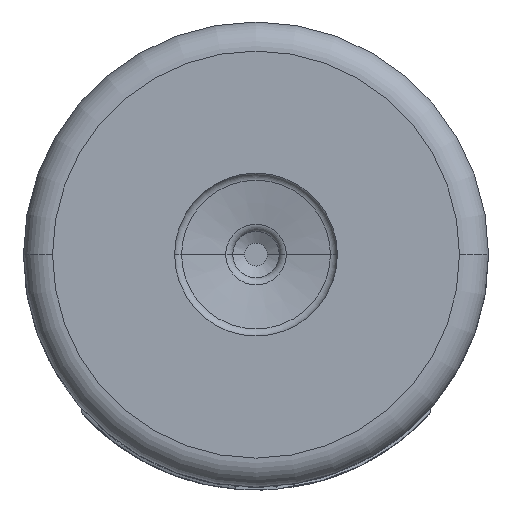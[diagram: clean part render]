
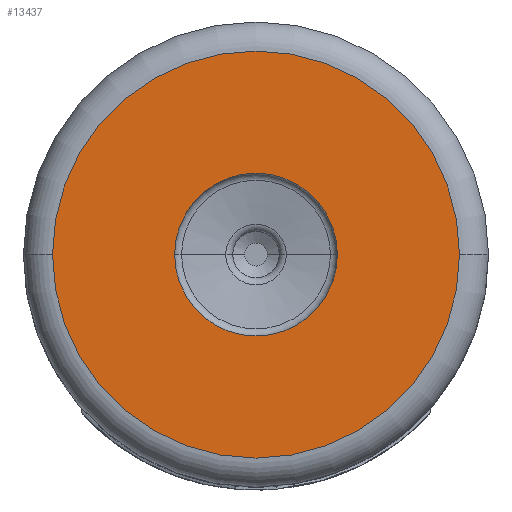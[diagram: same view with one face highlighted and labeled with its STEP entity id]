
A CAD part, front view. The second image highlights one B-rep face of the part: STEP entity #13437.
In plain terms, the highlighted planar face has unit normal (0, -1, 0).
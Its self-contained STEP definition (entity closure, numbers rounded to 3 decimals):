
#1882=CARTESIAN_POINT('',(0.,-4.,0.));
#1883=DIRECTION('',(0.,-1.,0.));
#1884=DIRECTION('',(1.,0.,0.));
#1885=AXIS2_PLACEMENT_3D('',#1882,#1883,#1884);
#1897=CARTESIAN_POINT('',(0.,-4.,0.));
#1898=DIRECTION('',(0.,-1.,0.));
#1899=DIRECTION('',(-1.,0.,0.));
#1900=AXIS2_PLACEMENT_3D('',#1897,#1898,#1899);
#1902=CARTESIAN_POINT('',(0.,-4.,0.));
#1903=DIRECTION('',(0.,-1.,0.));
#1904=DIRECTION('',(1.,0.,0.));
#1905=AXIS2_PLACEMENT_3D('',#1902,#1903,#1904);
#1907=CARTESIAN_POINT('',(0.,-4.,0.));
#1908=DIRECTION('',(0.,-1.,0.));
#1909=DIRECTION('',(-1.,0.,0.));
#1910=AXIS2_PLACEMENT_3D('',#1907,#1908,#1909);
#11453=CARTESIAN_POINT('',(-1.4,-4.,0.));
#11454=CARTESIAN_POINT('',(1.4,-4.,0.));
#11455=VERTEX_POINT('',#11453);
#11456=VERTEX_POINT('',#11454);
#11457=CARTESIAN_POINT('',(3.5,-4.,0.));
#11458=CARTESIAN_POINT('',(-3.5,-4.,0.));
#11459=VERTEX_POINT('',#11457);
#11460=VERTEX_POINT('',#11458);
#13421=CARTESIAN_POINT('',(0.,-4.,0.));
#13422=DIRECTION('',(0.,1.,0.));
#13423=DIRECTION('',(1.,0.,0.));
#13424=AXIS2_PLACEMENT_3D('',#13421,#13422,#13423);
#13425=PLANE('',#13424);
#13426=ORIENTED_EDGE('',*,*,#13411,.F.);
#13428=ORIENTED_EDGE('',*,*,#13427,.F.);
#13429=EDGE_LOOP('',(#13426,#13428));
#13430=FACE_OUTER_BOUND('',#13429,.F.);
#13432=ORIENTED_EDGE('',*,*,#13431,.T.);
#13434=ORIENTED_EDGE('',*,*,#13433,.T.);
#13435=EDGE_LOOP('',(#13432,#13434));
#13436=FACE_BOUND('',#13435,.F.);
#13437=ADVANCED_FACE('',(#13430,#13436),#13425,.F.);
#1886=CIRCLE('',#1885,3.5);
#1901=CIRCLE('',#1900,1.4);
#1906=CIRCLE('',#1905,1.4);
#1911=CIRCLE('',#1910,3.5);
#13411=EDGE_CURVE('',#11459,#11460,#1886,.T.);
#13427=EDGE_CURVE('',#11460,#11459,#1911,.T.);
#13431=EDGE_CURVE('',#11455,#11456,#1901,.T.);
#13433=EDGE_CURVE('',#11456,#11455,#1906,.T.);
